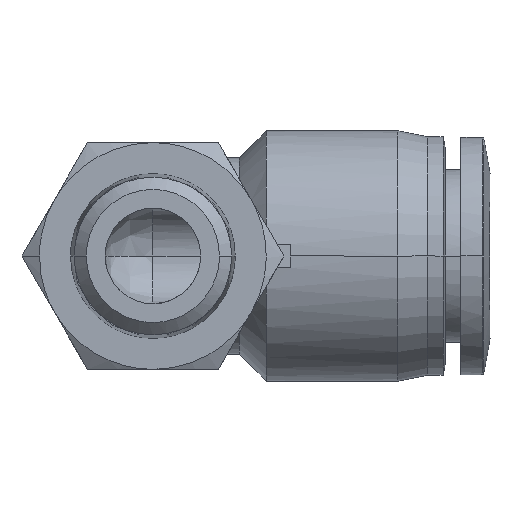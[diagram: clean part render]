
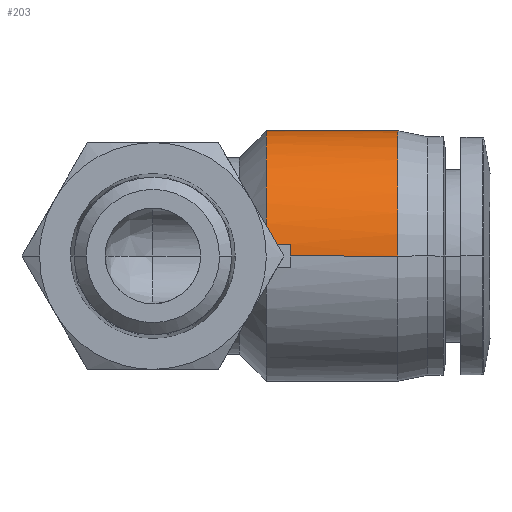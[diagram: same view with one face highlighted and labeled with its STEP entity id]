
A CAD part, front view. The second image highlights one B-rep face of the part: STEP entity #203.
In plain terms, the highlighted cylindrical face has radius 10.5 mm (diameter 21 mm), a partial arc.
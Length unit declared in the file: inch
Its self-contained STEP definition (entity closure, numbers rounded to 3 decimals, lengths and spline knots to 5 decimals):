
#78 = DIRECTION ( 'NONE',  ( 1., 0., 0. ) ) ;
#98 = B_SPLINE_CURVE_WITH_KNOTS ( 'NONE', 3,
 ( #2859, #400, #4123, #1661 ),
 .UNSPECIFIED., .F., .F.,
 ( 4, 4 ),
 ( 0.5, 1. ),
 .UNSPECIFIED. ) ;
#113 = CARTESIAN_POINT ( 'NONE',  ( 0.59055, 0.74803, 0. ) ) ;
#170 = EDGE_LOOP ( 'NONE', ( #2931, #1078, #901, #1528, #4685, #5077 ) ) ;
#193 = DIRECTION ( 'NONE',  ( 1., 0., 0. ) ) ;
#203 = ADVANCED_FACE ( 'NONE', ( #4831 ), #4387, .T. ) ;
#380 = CARTESIAN_POINT ( 'NONE',  ( 0.40185, 0.33652, 0.03937 ) ) ;
#400 = CARTESIAN_POINT ( 'NONE',  ( 0.45275, 0.33464, 0.01312 ) ) ;
#493 = VECTOR ( 'NONE', #193, 39.37008 ) ;
#822 = CIRCLE ( 'NONE', #900, 0.41339 ) ;
#837 = DIRECTION ( 'NONE',  ( 1., 0., 0. ) ) ;
#883 = CARTESIAN_POINT ( 'NONE',  ( 0.80708, 0.74803, 0. ) ) ;
#900 = AXIS2_PLACEMENT_3D ( 'NONE', #1668, #4534, #2089 ) ;
#901 = ORIENTED_EDGE ( 'NONE', *, *, #5299, .T. ) ;
#924 = CARTESIAN_POINT ( 'NONE',  ( 0.37401, 1.16142, 0. ) ) ;
#1057 = EDGE_CURVE ( 'NONE', #3706, #3458, #1694, .T. ) ;
#1078 = ORIENTED_EDGE ( 'NONE', *, *, #2302, .T. ) ;
#1113 = CARTESIAN_POINT ( 'NONE',  ( 0.37401, 0.33652, 0.03937 ) ) ;
#1114 = AXIS2_PLACEMENT_3D ( 'NONE', #113, #78, #4843 ) ;
#1267 = CARTESIAN_POINT ( 'NONE',  ( 0.45463, 0.33652, 0.03937 ) ) ;
#1275 = CARTESIAN_POINT ( 'NONE',  ( 0.80708, 1.16142, 0. ) ) ;
#1307 = DIRECTION ( 'NONE',  ( 0., 1., 0. ) ) ;
#1411 = VECTOR ( 'NONE', #837, 39.37008 ) ;
#1418 = LINE ( 'NONE', #1667, #1411 ) ;
#1528 = ORIENTED_EDGE ( 'NONE', *, *, #2224, .F. ) ;
#1629 = VECTOR ( 'NONE', #3244, 39.37008 ) ;
#1661 = CARTESIAN_POINT ( 'NONE',  ( 0.45463, 0.33652, 0.03937 ) ) ;
#1667 = CARTESIAN_POINT ( 'NONE',  ( 0.59055, 0.33465, 0. ) ) ;
#1668 = CARTESIAN_POINT ( 'NONE',  ( 0.37401, 0.74803, 0. ) ) ;
#1694 = LINE ( 'NONE', #380, #1629 ) ;
#1793 = CARTESIAN_POINT ( 'NONE',  ( 0.45275, 0.33464, 0. ) ) ;
#1875 = LINE ( 'NONE', #2664, #493 ) ;
#2089 = DIRECTION ( 'NONE',  ( 0., 1., 0. ) ) ;
#2224 = EDGE_CURVE ( 'NONE', #5170, #4800, #1875, .T. ) ;
#2302 = EDGE_CURVE ( 'NONE', #3584, #3308, #1418, .T. ) ;
#2505 = CIRCLE ( 'NONE', #4896, 0.41339 ) ;
#2664 = CARTESIAN_POINT ( 'NONE',  ( 0.59055, 1.16142, 0. ) ) ;
#2859 = CARTESIAN_POINT ( 'NONE',  ( 0.45275, 0.33464, 0. ) ) ;
#2931 = ORIENTED_EDGE ( 'NONE', *, *, #4312, .F. ) ;
#3244 = DIRECTION ( 'NONE',  ( -1., 0., 0. ) ) ;
#3308 = VERTEX_POINT ( 'NONE', #4358 ) ;
#3458 = VERTEX_POINT ( 'NONE', #1113 ) ;
#3584 = VERTEX_POINT ( 'NONE', #1793 ) ;
#3637 = EDGE_CURVE ( 'NONE', #3458, #5170, #822, .T. ) ;
#3706 = VERTEX_POINT ( 'NONE', #1267 ) ;
#3755 = DIRECTION ( 'NONE',  ( -1., 0., 0. ) ) ;
#4123 = CARTESIAN_POINT ( 'NONE',  ( 0.45338, 0.33527, 0.02625 ) ) ;
#4312 = EDGE_CURVE ( 'NONE', #3584, #3706, #98, .T. ) ;
#4358 = CARTESIAN_POINT ( 'NONE',  ( 0.80708, 0.33465, 0. ) ) ;
#4387 = CYLINDRICAL_SURFACE ( 'NONE', #1114, 0.41339 ) ;
#4534 = DIRECTION ( 'NONE',  ( -1., 0., 0. ) ) ;
#4685 = ORIENTED_EDGE ( 'NONE', *, *, #3637, .F. ) ;
#4800 = VERTEX_POINT ( 'NONE', #1275 ) ;
#4831 = FACE_OUTER_BOUND ( 'NONE', #170, .T. ) ;
#4843 = DIRECTION ( 'NONE',  ( 0., 1., 0. ) ) ;
#4896 = AXIS2_PLACEMENT_3D ( 'NONE', #883, #3755, #1307 ) ;
#5077 = ORIENTED_EDGE ( 'NONE', *, *, #1057, .F. ) ;
#5170 = VERTEX_POINT ( 'NONE', #924 ) ;
#5299 = EDGE_CURVE ( 'NONE', #3308, #4800, #2505, .T. ) ;
